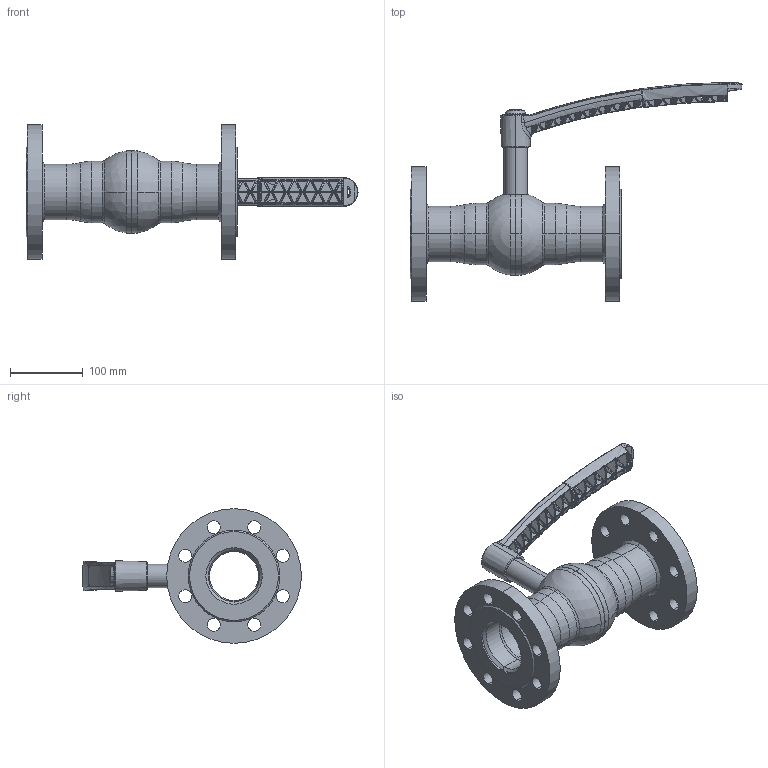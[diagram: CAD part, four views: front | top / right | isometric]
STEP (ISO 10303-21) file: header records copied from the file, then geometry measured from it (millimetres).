
FILE_DESCRIPTION (( 'STEP AP214' ), '1' );
FILE_NAME ('8600425065 010.step', '2025-05-29T08:19:02', ( '' ), ( '' ), 'SwSTEP 2.0', 'SolidWorks 2023', '' );
FILE_SCHEMA (( 'AUTOMOTIVE_DESIGN' ));
Length unit declared in the file: millimetre
Products named in the file (1): 8600425065 010
Bounding box: 455.9 x 300.43 x 185 mm (x, y, z)
Surface area: 319232.8 mm2 (no closed solid volume)
Topology: 0 solids, 29 shells, 817 faces, 3186 edges, 2295 vertices
Faces by surface type: bspline 371, plane 212, cylinder 133, cone 71, torus 21, sphere 9
Entity records: 61989 total; most frequent: CARTESIAN_POINT 41806, ORIENTED_EDGE 4417, EDGE_CURVE 3168, DIRECTION 2554, VERTEX_POINT 2295, B_SPLINE_CURVE_WITH_KNOTS 1833, AXIS2_PLACEMENT_3D 976, EDGE_LOOP 926
